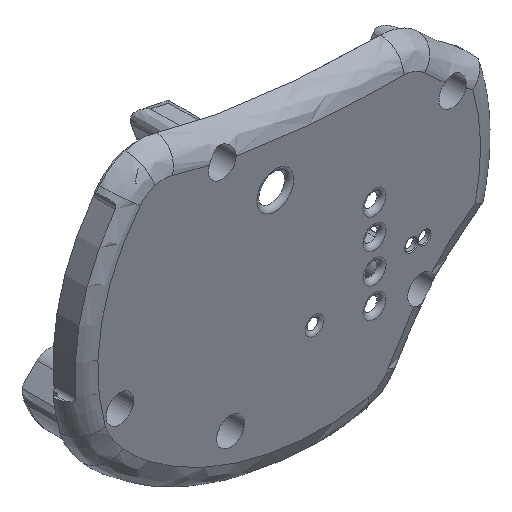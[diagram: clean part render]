
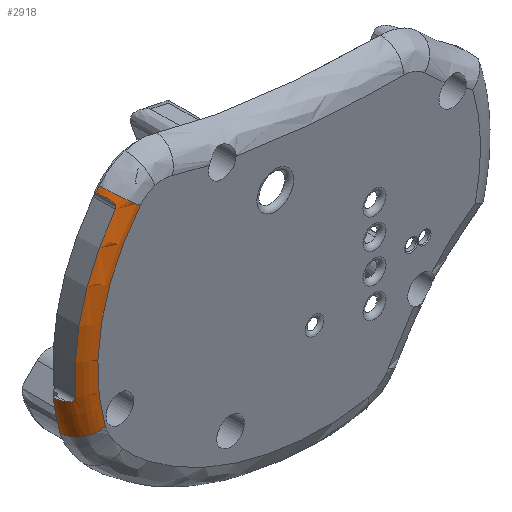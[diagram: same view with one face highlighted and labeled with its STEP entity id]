
A CAD part, isometric view. The second image highlights one B-rep face of the part: STEP entity #2918.
In plain terms, the highlighted toroidal (fillet/blend) face has major radius 41.5 mm and minor radius 5 mm.
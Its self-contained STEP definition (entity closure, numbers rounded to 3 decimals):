
#57=TOROIDAL_SURFACE('',#3140,41.5,5.);
#236=FACE_OUTER_BOUND('',#413,.T.);
#413=EDGE_LOOP('',(#2205,#2206,#2207,#2208,#2209,#2210,#2211,#2212,#2213,
#2214));
#536=B_SPLINE_CURVE_WITH_KNOTS('',3,(#3843,#3844,#3845,#3846,#3847,#3848,
#3849,#3850,#3851,#3852,#3853,#3854,#3855,#3856),.UNSPECIFIED.,.F.,.F.,
(4,2,2,2,2,2,4),(-0.258,-0.24,-0.201,
-0.15,-0.093,-0.051,0.),
 .UNSPECIFIED.);
#537=B_SPLINE_CURVE_WITH_KNOTS('',3,(#3864,#3865,#3866,#3867,#3868,#3869,
#3870,#3871),.UNSPECIFIED.,.F.,.F.,(4,2,2,4),(0.,0.093,0.185,
0.213),.UNSPECIFIED.);
#538=B_SPLINE_CURVE_WITH_KNOTS('',3,(#3880,#3881,#3882,#3883,#3884,#3885,
#3886,#3887,#3888,#3889,#3890,#3891,#3892,#3893),.UNSPECIFIED.,.F.,.F.,
(4,2,2,2,2,2,4),(-0.191,-0.165,-0.138,
-0.098,-0.059,-0.028,-0.008),
 .UNSPECIFIED.);
#642=B_SPLINE_CURVE_WITH_KNOTS('',3,(#5645,#5646,#5647,#5648,#5649,#5650,
#5651,#5652),.UNSPECIFIED.,.F.,.F.,(4,2,2,4),(-0.226,-0.185,
-0.093,0.),.UNSPECIFIED.);
#986=CIRCLE('',#3051,45.);
#1006=CIRCLE('',#3088,41.5);
#1043=CIRCLE('',#3135,5.);
#1046=CIRCLE('',#3141,46.5);
#1047=CIRCLE('',#3142,46.5);
#1048=CIRCLE('',#3143,5.);
#1118=VERTEX_POINT('',#3840);
#1119=VERTEX_POINT('',#3842);
#1122=VERTEX_POINT('',#3863);
#1125=VERTEX_POINT('',#3877);
#1126=VERTEX_POINT('',#3879);
#1225=VERTEX_POINT('',#5100);
#1226=VERTEX_POINT('',#5107);
#1266=VERTEX_POINT('',#5622);
#1269=VERTEX_POINT('',#5644);
#1270=VERTEX_POINT('',#5653);
#1423=EDGE_CURVE('',#1118,#1119,#536,.T.);
#1427=EDGE_CURVE('',#1122,#1119,#537,.T.);
#1431=EDGE_CURVE('',#1125,#1126,#538,.T.);
#1438=EDGE_CURVE('',#1118,#1126,#986,.T.);
#1563=EDGE_CURVE('',#1226,#1225,#1006,.T.);
#1622=EDGE_CURVE('',#1266,#1225,#1043,.T.);
#1628=EDGE_CURVE('',#1122,#1266,#1046,.T.);
#1629=EDGE_CURVE('',#1125,#1269,#642,.T.);
#1630=EDGE_CURVE('',#1270,#1269,#1047,.T.);
#1631=EDGE_CURVE('',#1270,#1226,#1048,.T.);
#2205=ORIENTED_EDGE('',*,*,#1622,.F.);
#2206=ORIENTED_EDGE('',*,*,#1628,.F.);
#2207=ORIENTED_EDGE('',*,*,#1427,.T.);
#2208=ORIENTED_EDGE('',*,*,#1423,.F.);
#2209=ORIENTED_EDGE('',*,*,#1438,.T.);
#2210=ORIENTED_EDGE('',*,*,#1431,.F.);
#2211=ORIENTED_EDGE('',*,*,#1629,.T.);
#2212=ORIENTED_EDGE('',*,*,#1630,.F.);
#2213=ORIENTED_EDGE('',*,*,#1631,.T.);
#2214=ORIENTED_EDGE('',*,*,#1563,.T.);
#2918=ADVANCED_FACE('',(#236),#57,.T.);
#3051=AXIS2_PLACEMENT_3D('',#3905,#3298,#3299);
#3088=AXIS2_PLACEMENT_3D('',#5108,#3390,#3391);
#3135=AXIS2_PLACEMENT_3D('',#5623,#3487,#3488);
#3140=AXIS2_PLACEMENT_3D('',#5642,#3499,#3500);
#3141=AXIS2_PLACEMENT_3D('',#5643,#3501,#3502);
#3142=AXIS2_PLACEMENT_3D('',#5654,#3503,#3504);
#3143=AXIS2_PLACEMENT_3D('',#5655,#3505,#3506);
#3298=DIRECTION('center_axis',(0.,-1.,0.));
#3299=DIRECTION('ref_axis',(1.,0.,0.));
#3390=DIRECTION('center_axis',(0.,1.,0.));
#3391=DIRECTION('ref_axis',(-0.98,0.,-0.2));
#3487=DIRECTION('center_axis',(0.629,0.,0.777));
#3488=DIRECTION('ref_axis',(-0.777,0.,0.629));
#3499=DIRECTION('center_axis',(0.,-1.,0.));
#3500=DIRECTION('ref_axis',(0.,0.,-1.));
#3501=DIRECTION('center_axis',(0.,1.,0.));
#3502=DIRECTION('ref_axis',(-0.793,0.,0.609));
#3503=DIRECTION('center_axis',(0.,1.,0.));
#3504=DIRECTION('ref_axis',(-0.96,0.,-0.279));
#3505=DIRECTION('center_axis',(-0.279,0.,
0.96));
#3506=DIRECTION('ref_axis',(-0.96,0.,-0.279));
#3840=CARTESIAN_POINT('',(-36.275,1.429,26.629));
#3842=CARTESIAN_POINT('',(-36.484,2.828,28.022));
#3843=CARTESIAN_POINT('Ctrl Pts',(-36.275,1.429,26.629));
#3844=CARTESIAN_POINT('Ctrl Pts',(-36.25,1.429,26.663));
#3845=CARTESIAN_POINT('Ctrl Pts',(-36.228,1.432,26.698));
#3846=CARTESIAN_POINT('Ctrl Pts',(-36.165,1.448,26.812));
#3847=CARTESIAN_POINT('Ctrl Pts',(-36.133,1.471,26.892));
#3848=CARTESIAN_POINT('Ctrl Pts',(-36.086,1.546,27.079));
#3849=CARTESIAN_POINT('Ctrl Pts',(-36.076,1.607,27.189));
#3850=CARTESIAN_POINT('Ctrl Pts',(-36.094,1.781,27.42));
#3851=CARTESIAN_POINT('Ctrl Pts',(-36.126,1.897,27.538));
#3852=CARTESIAN_POINT('Ctrl Pts',(-36.215,2.15,27.727));
#3853=CARTESIAN_POINT('Ctrl Pts',(-36.259,2.263,27.795));
#3854=CARTESIAN_POINT('Ctrl Pts',(-36.364,2.524,27.923));
#3855=CARTESIAN_POINT('Ctrl Pts',(-36.425,2.675,27.978));
#3856=CARTESIAN_POINT('Ctrl Pts',(-36.484,2.828,28.022));
#3863=CARTESIAN_POINT('',(-36.882,5.,28.319));
#3864=CARTESIAN_POINT('Ctrl Pts',(-36.882,5.,28.319));
#3865=CARTESIAN_POINT('Ctrl Pts',(-36.882,4.691,28.319));
#3866=CARTESIAN_POINT('Ctrl Pts',(-36.858,4.355,28.301));
#3867=CARTESIAN_POINT('Ctrl Pts',(-36.752,3.695,28.222));
#3868=CARTESIAN_POINT('Ctrl Pts',(-36.671,3.372,28.162));
#3869=CARTESIAN_POINT('Ctrl Pts',(-36.548,3.001,28.071));
#3870=CARTESIAN_POINT('Ctrl Pts',(-36.518,2.915,28.048));
#3871=CARTESIAN_POINT('Ctrl Pts',(-36.484,2.828,28.022));
#3877=CARTESIAN_POINT('',(-45.617,2.702,-5.447));
#3879=CARTESIAN_POINT('',(-44.788,1.429,-4.364));
#3880=CARTESIAN_POINT('Ctrl Pts',(-45.617,2.702,-5.447));
#3881=CARTESIAN_POINT('Ctrl Pts',(-45.569,2.608,-5.439));
#3882=CARTESIAN_POINT('Ctrl Pts',(-45.518,2.515,-5.427));
#3883=CARTESIAN_POINT('Ctrl Pts',(-45.412,2.333,-5.391));
#3884=CARTESIAN_POINT('Ctrl Pts',(-45.356,2.243,-5.367));
#3885=CARTESIAN_POINT('Ctrl Pts',(-45.215,2.027,-5.289));
#3886=CARTESIAN_POINT('Ctrl Pts',(-45.127,1.904,-5.225));
#3887=CARTESIAN_POINT('Ctrl Pts',(-44.968,1.691,-5.052));
#3888=CARTESIAN_POINT('Ctrl Pts',(-44.905,1.611,-4.953));
#3889=CARTESIAN_POINT('Ctrl Pts',(-44.824,1.505,-4.759));
#3890=CARTESIAN_POINT('Ctrl Pts',(-44.799,1.469,-4.663));
#3891=CARTESIAN_POINT('Ctrl Pts',(-44.782,1.436,-4.496));
#3892=CARTESIAN_POINT('Ctrl Pts',(-44.781,1.429,-4.43));
#3893=CARTESIAN_POINT('Ctrl Pts',(-44.788,1.429,-4.364));
#3905=CARTESIAN_POINT('Origin',(0.,1.429,0.));
#5100=CARTESIAN_POINT('',(-32.266,0.,26.099));
#5107=CARTESIAN_POINT('',(-39.849,0.,-11.59));
#5108=CARTESIAN_POINT('Origin',(0.,0.,
0.));
#5622=CARTESIAN_POINT('',(-36.153,5.,29.244));
#5623=CARTESIAN_POINT('Origin',(-32.266,5.,26.099));
#5642=CARTESIAN_POINT('Origin',(0.,5.,0.));
#5643=CARTESIAN_POINT('Origin',(0.,5.,0.));
#5644=CARTESIAN_POINT('',(-46.169,5.,-5.54));
#5645=CARTESIAN_POINT('Ctrl Pts',(-45.617,2.702,-5.447));
#5646=CARTESIAN_POINT('Ctrl Pts',(-45.683,2.832,-5.458));
#5647=CARTESIAN_POINT('Ctrl Pts',(-45.742,2.961,-5.468));
#5648=CARTESIAN_POINT('Ctrl Pts',(-45.91,3.372,-5.496));
#5649=CARTESIAN_POINT('Ctrl Pts',(-46.009,3.695,-5.513));
#5650=CARTESIAN_POINT('Ctrl Pts',(-46.139,4.355,-5.535));
#5651=CARTESIAN_POINT('Ctrl Pts',(-46.169,4.692,-5.54));
#5652=CARTESIAN_POINT('Ctrl Pts',(-46.169,5.,-5.54));
#5653=CARTESIAN_POINT('',(-44.65,5.,-12.986));
#5654=CARTESIAN_POINT('Origin',(0.,5.,0.));
#5655=CARTESIAN_POINT('Origin',(-39.849,5.,-11.59));
